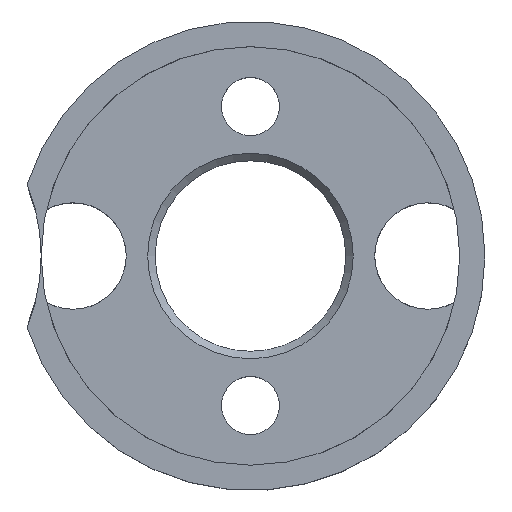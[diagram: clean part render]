
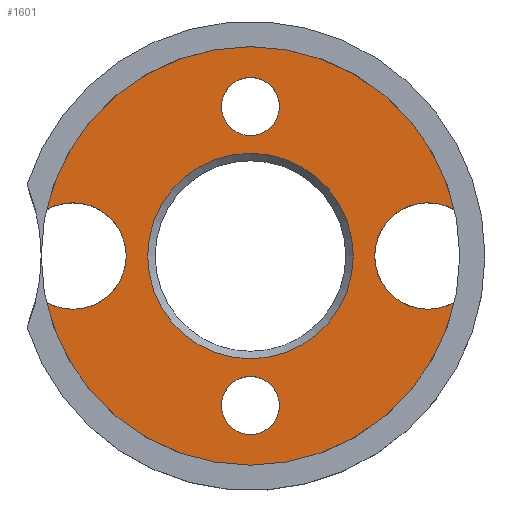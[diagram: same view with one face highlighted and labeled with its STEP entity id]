
A CAD part, top view. The second image highlights one B-rep face of the part: STEP entity #1601.
In plain terms, the highlighted planar face has unit normal (0, 0, 1).
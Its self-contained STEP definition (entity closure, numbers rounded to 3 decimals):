
#206 = CYLINDRICAL_SURFACE('',#207,2.85);
#207 = AXIS2_PLACEMENT_3D('',#208,#209,#210);
#208 = CARTESIAN_POINT('',(9.5,0.,0.));
#209 = DIRECTION('',(0.,0.,1.));
#210 = DIRECTION('',(1.,0.,0.));
#384 = CYLINDRICAL_SURFACE('',#385,2.85);
#385 = AXIS2_PLACEMENT_3D('',#386,#387,#388);
#386 = CARTESIAN_POINT('',(-9.5,0.,0.));
#387 = DIRECTION('',(0.,0.,1.));
#388 = DIRECTION('',(1.,0.,0.));
#492 = CYLINDRICAL_SURFACE('',#493,11.2);
#493 = AXIS2_PLACEMENT_3D('',#494,#495,#496);
#494 = CARTESIAN_POINT('',(0.,0.,3.));
#495 = DIRECTION('',(0.,0.,1.));
#496 = DIRECTION('',(1.,0.,0.));
#519 = CYLINDRICAL_SURFACE('',#520,11.2);
#520 = AXIS2_PLACEMENT_3D('',#521,#522,#523);
#521 = CARTESIAN_POINT('',(0.,0.,3.));
#522 = DIRECTION('',(0.,0.,1.));
#523 = DIRECTION('',(1.,0.,0.));
#671 = CYLINDRICAL_SURFACE('',#672,2.85);
#672 = AXIS2_PLACEMENT_3D('',#673,#674,#675);
#673 = CARTESIAN_POINT('',(-9.5,0.,0.));
#674 = DIRECTION('',(0.,0.,1.));
#675 = DIRECTION('',(1.,0.,0.));
#856 = VERTEX_POINT('',#857);
#857 = CARTESIAN_POINT('',(10.925,-2.468,3.));
#876 = EDGE_CURVE('',#877,#856,#879,.T.);
#877 = VERTEX_POINT('',#878);
#878 = CARTESIAN_POINT('',(10.925,2.468,3.));
#879 = SURFACE_CURVE('',#880,(#885,#892),.PCURVE_S1.);
#880 = CIRCLE('',#881,2.85);
#881 = AXIS2_PLACEMENT_3D('',#882,#883,#884);
#882 = CARTESIAN_POINT('',(9.5,0.,3.));
#883 = DIRECTION('',(0.,0.,1.));
#884 = DIRECTION('',(1.,0.,0.));
#885 = PCURVE('',#206,#886);
#886 = DEFINITIONAL_REPRESENTATION('',(#887),#891);
#887 = LINE('',#888,#889);
#888 = CARTESIAN_POINT('',(0.,3.));
#889 = VECTOR('',#890,1.);
#890 = DIRECTION('',(1.,0.));
#891 = ( GEOMETRIC_REPRESENTATION_CONTEXT(2) 
PARAMETRIC_REPRESENTATION_CONTEXT() REPRESENTATION_CONTEXT('2D SPACE',''
  ) );
#892 = PCURVE('',#893,#898);
#893 = PLANE('',#894);
#894 = AXIS2_PLACEMENT_3D('',#895,#896,#897);
#895 = CARTESIAN_POINT('',(0.,0.,3.));
#896 = DIRECTION('',(0.,0.,1.));
#897 = DIRECTION('',(1.,0.,0.));
#898 = DEFINITIONAL_REPRESENTATION('',(#899),#903);
#899 = CIRCLE('',#900,2.85);
#900 = AXIS2_PLACEMENT_2D('',#901,#902);
#901 = CARTESIAN_POINT('',(9.5,0.));
#902 = DIRECTION('',(1.,0.));
#903 = ( GEOMETRIC_REPRESENTATION_CONTEXT(2) 
PARAMETRIC_REPRESENTATION_CONTEXT() REPRESENTATION_CONTEXT('2D SPACE',''
  ) );
#1093 = VERTEX_POINT('',#1094);
#1094 = CARTESIAN_POINT('',(-6.65,0.,3.));
#1115 = EDGE_CURVE('',#1116,#1093,#1118,.T.);
#1116 = VERTEX_POINT('',#1117);
#1117 = CARTESIAN_POINT('',(-10.925,-2.468,3.));
#1118 = SURFACE_CURVE('',#1119,(#1124,#1131),.PCURVE_S1.);
#1119 = CIRCLE('',#1120,2.85);
#1120 = AXIS2_PLACEMENT_3D('',#1121,#1122,#1123);
#1121 = CARTESIAN_POINT('',(-9.5,0.,3.));
#1122 = DIRECTION('',(0.,0.,1.));
#1123 = DIRECTION('',(1.,0.,0.));
#1124 = PCURVE('',#384,#1125);
#1125 = DEFINITIONAL_REPRESENTATION('',(#1126),#1130);
#1126 = LINE('',#1127,#1128);
#1127 = CARTESIAN_POINT('',(0.,3.));
#1128 = VECTOR('',#1129,1.);
#1129 = DIRECTION('',(1.,0.));
#1130 = ( GEOMETRIC_REPRESENTATION_CONTEXT(2) 
PARAMETRIC_REPRESENTATION_CONTEXT() REPRESENTATION_CONTEXT('2D SPACE',''
  ) );
#1131 = PCURVE('',#893,#1132);
#1132 = DEFINITIONAL_REPRESENTATION('',(#1133),#1137);
#1133 = CIRCLE('',#1134,2.85);
#1134 = AXIS2_PLACEMENT_2D('',#1135,#1136);
#1135 = CARTESIAN_POINT('',(-9.5,0.));
#1136 = DIRECTION('',(1.,0.));
#1137 = ( GEOMETRIC_REPRESENTATION_CONTEXT(2) 
PARAMETRIC_REPRESENTATION_CONTEXT() REPRESENTATION_CONTEXT('2D SPACE',''
  ) );
#1266 = EDGE_CURVE('',#1116,#856,#1267,.T.);
#1267 = SURFACE_CURVE('',#1268,(#1273,#1280),.PCURVE_S1.);
#1268 = CIRCLE('',#1269,11.2);
#1269 = AXIS2_PLACEMENT_3D('',#1270,#1271,#1272);
#1270 = CARTESIAN_POINT('',(0.,0.,3.));
#1271 = DIRECTION('',(0.,0.,1.));
#1272 = DIRECTION('',(1.,0.,0.));
#1273 = PCURVE('',#492,#1274);
#1274 = DEFINITIONAL_REPRESENTATION('',(#1275),#1279);
#1275 = LINE('',#1276,#1277);
#1276 = CARTESIAN_POINT('',(0.,0.));
#1277 = VECTOR('',#1278,1.);
#1278 = DIRECTION('',(1.,0.));
#1279 = ( GEOMETRIC_REPRESENTATION_CONTEXT(2) 
PARAMETRIC_REPRESENTATION_CONTEXT() REPRESENTATION_CONTEXT('2D SPACE',''
  ) );
#1280 = PCURVE('',#893,#1281);
#1281 = DEFINITIONAL_REPRESENTATION('',(#1282),#1286);
#1282 = CIRCLE('',#1283,11.2);
#1283 = AXIS2_PLACEMENT_2D('',#1284,#1285);
#1284 = CARTESIAN_POINT('',(0.,0.));
#1285 = DIRECTION('',(1.,0.));
#1286 = ( GEOMETRIC_REPRESENTATION_CONTEXT(2) 
PARAMETRIC_REPRESENTATION_CONTEXT() REPRESENTATION_CONTEXT('2D SPACE',''
  ) );
#1316 = EDGE_CURVE('',#877,#1317,#1319,.T.);
#1317 = VERTEX_POINT('',#1318);
#1318 = CARTESIAN_POINT('',(-10.925,2.468,3.));
#1319 = SURFACE_CURVE('',#1320,(#1325,#1332),.PCURVE_S1.);
#1320 = CIRCLE('',#1321,11.2);
#1321 = AXIS2_PLACEMENT_3D('',#1322,#1323,#1324);
#1322 = CARTESIAN_POINT('',(0.,0.,3.));
#1323 = DIRECTION('',(0.,0.,1.));
#1324 = DIRECTION('',(1.,0.,0.));
#1325 = PCURVE('',#519,#1326);
#1326 = DEFINITIONAL_REPRESENTATION('',(#1327),#1331);
#1327 = LINE('',#1328,#1329);
#1328 = CARTESIAN_POINT('',(0.,0.));
#1329 = VECTOR('',#1330,1.);
#1330 = DIRECTION('',(1.,0.));
#1331 = ( GEOMETRIC_REPRESENTATION_CONTEXT(2) 
PARAMETRIC_REPRESENTATION_CONTEXT() REPRESENTATION_CONTEXT('2D SPACE',''
  ) );
#1332 = PCURVE('',#893,#1333);
#1333 = DEFINITIONAL_REPRESENTATION('',(#1334),#1338);
#1334 = CIRCLE('',#1335,11.2);
#1335 = AXIS2_PLACEMENT_2D('',#1336,#1337);
#1336 = CARTESIAN_POINT('',(0.,0.));
#1337 = DIRECTION('',(1.,0.));
#1338 = ( GEOMETRIC_REPRESENTATION_CONTEXT(2) 
PARAMETRIC_REPRESENTATION_CONTEXT() REPRESENTATION_CONTEXT('2D SPACE',''
  ) );
#1411 = EDGE_CURVE('',#1093,#1317,#1412,.T.);
#1412 = SURFACE_CURVE('',#1413,(#1418,#1425),.PCURVE_S1.);
#1413 = CIRCLE('',#1414,2.85);
#1414 = AXIS2_PLACEMENT_3D('',#1415,#1416,#1417);
#1415 = CARTESIAN_POINT('',(-9.5,0.,3.));
#1416 = DIRECTION('',(0.,0.,1.));
#1417 = DIRECTION('',(1.,0.,0.));
#1418 = PCURVE('',#671,#1419);
#1419 = DEFINITIONAL_REPRESENTATION('',(#1420),#1424);
#1420 = LINE('',#1421,#1422);
#1421 = CARTESIAN_POINT('',(0.,3.));
#1422 = VECTOR('',#1423,1.);
#1423 = DIRECTION('',(1.,0.));
#1424 = ( GEOMETRIC_REPRESENTATION_CONTEXT(2) 
PARAMETRIC_REPRESENTATION_CONTEXT() REPRESENTATION_CONTEXT('2D SPACE',''
  ) );
#1425 = PCURVE('',#893,#1426);
#1426 = DEFINITIONAL_REPRESENTATION('',(#1427),#1431);
#1427 = CIRCLE('',#1428,2.85);
#1428 = AXIS2_PLACEMENT_2D('',#1429,#1430);
#1429 = CARTESIAN_POINT('',(-9.5,0.));
#1430 = DIRECTION('',(1.,0.));
#1431 = ( GEOMETRIC_REPRESENTATION_CONTEXT(2) 
PARAMETRIC_REPRESENTATION_CONTEXT() REPRESENTATION_CONTEXT('2D SPACE',''
  ) );
#1477 = CYLINDRICAL_SURFACE('',#1478,1.55);
#1478 = AXIS2_PLACEMENT_3D('',#1479,#1480,#1481);
#1479 = CARTESIAN_POINT('',(0.,-8.,0.));
#1480 = DIRECTION('',(0.,0.,1.));
#1481 = DIRECTION('',(1.,0.,0.));
#1583 = CYLINDRICAL_SURFACE('',#1584,1.55);
#1584 = AXIS2_PLACEMENT_3D('',#1585,#1586,#1587);
#1585 = CARTESIAN_POINT('',(0.,8.,0.));
#1586 = DIRECTION('',(0.,0.,1.));
#1587 = DIRECTION('',(1.,0.,0.));
#1601 = ADVANCED_FACE('',(#1602,#1609,#1635,#1666),#893,.T.);
#1602 = FACE_BOUND('',#1603,.T.);
#1603 = EDGE_LOOP('',(#1604,#1605,#1606,#1607,#1608));
#1604 = ORIENTED_EDGE('',*,*,#876,.F.);
#1605 = ORIENTED_EDGE('',*,*,#1316,.T.);
#1606 = ORIENTED_EDGE('',*,*,#1411,.F.);
#1607 = ORIENTED_EDGE('',*,*,#1115,.F.);
#1608 = ORIENTED_EDGE('',*,*,#1266,.T.);
#1609 = FACE_BOUND('',#1610,.T.);
#1610 = EDGE_LOOP('',(#1611));
#1611 = ORIENTED_EDGE('',*,*,#1612,.F.);
#1612 = EDGE_CURVE('',#1613,#1613,#1615,.T.);
#1613 = VERTEX_POINT('',#1614);
#1614 = CARTESIAN_POINT('',(1.55,8.,3.));
#1615 = SURFACE_CURVE('',#1616,(#1621,#1628),.PCURVE_S1.);
#1616 = CIRCLE('',#1617,1.55);
#1617 = AXIS2_PLACEMENT_3D('',#1618,#1619,#1620);
#1618 = CARTESIAN_POINT('',(0.,8.,3.));
#1619 = DIRECTION('',(0.,0.,1.));
#1620 = DIRECTION('',(1.,0.,0.));
#1621 = PCURVE('',#893,#1622);
#1622 = DEFINITIONAL_REPRESENTATION('',(#1623),#1627);
#1623 = CIRCLE('',#1624,1.55);
#1624 = AXIS2_PLACEMENT_2D('',#1625,#1626);
#1625 = CARTESIAN_POINT('',(0.,8.));
#1626 = DIRECTION('',(1.,0.));
#1627 = ( GEOMETRIC_REPRESENTATION_CONTEXT(2) 
PARAMETRIC_REPRESENTATION_CONTEXT() REPRESENTATION_CONTEXT('2D SPACE',''
  ) );
#1628 = PCURVE('',#1583,#1629);
#1629 = DEFINITIONAL_REPRESENTATION('',(#1630),#1634);
#1630 = LINE('',#1631,#1632);
#1631 = CARTESIAN_POINT('',(0.,3.));
#1632 = VECTOR('',#1633,1.);
#1633 = DIRECTION('',(1.,0.));
#1634 = ( GEOMETRIC_REPRESENTATION_CONTEXT(2) 
PARAMETRIC_REPRESENTATION_CONTEXT() REPRESENTATION_CONTEXT('2D SPACE',''
  ) );
#1635 = FACE_BOUND('',#1636,.T.);
#1636 = EDGE_LOOP('',(#1637));
#1637 = ORIENTED_EDGE('',*,*,#1638,.F.);
#1638 = EDGE_CURVE('',#1639,#1639,#1641,.T.);
#1639 = VERTEX_POINT('',#1640);
#1640 = CARTESIAN_POINT('',(5.5,0.,3.));
#1641 = SURFACE_CURVE('',#1642,(#1647,#1654),.PCURVE_S1.);
#1642 = CIRCLE('',#1643,5.5);
#1643 = AXIS2_PLACEMENT_3D('',#1644,#1645,#1646);
#1644 = CARTESIAN_POINT('',(0.,0.,3.));
#1645 = DIRECTION('',(0.,0.,1.));
#1646 = DIRECTION('',(1.,0.,0.));
#1647 = PCURVE('',#893,#1648);
#1648 = DEFINITIONAL_REPRESENTATION('',(#1649),#1653);
#1649 = CIRCLE('',#1650,5.5);
#1650 = AXIS2_PLACEMENT_2D('',#1651,#1652);
#1651 = CARTESIAN_POINT('',(0.,0.));
#1652 = DIRECTION('',(1.,0.));
#1653 = ( GEOMETRIC_REPRESENTATION_CONTEXT(2) 
PARAMETRIC_REPRESENTATION_CONTEXT() REPRESENTATION_CONTEXT('2D SPACE',''
  ) );
#1654 = PCURVE('',#1655,#1660);
#1655 = CONICAL_SURFACE('',#1656,5.1,0.785);
#1656 = AXIS2_PLACEMENT_3D('',#1657,#1658,#1659);
#1657 = CARTESIAN_POINT('',(0.,0.,2.6));
#1658 = DIRECTION('',(0.,0.,1.));
#1659 = DIRECTION('',(1.,0.,0.));
#1660 = DEFINITIONAL_REPRESENTATION('',(#1661),#1665);
#1661 = LINE('',#1662,#1663);
#1662 = CARTESIAN_POINT('',(0.,0.4));
#1663 = VECTOR('',#1664,1.);
#1664 = DIRECTION('',(1.,0.));
#1665 = ( GEOMETRIC_REPRESENTATION_CONTEXT(2) 
PARAMETRIC_REPRESENTATION_CONTEXT() REPRESENTATION_CONTEXT('2D SPACE',''
  ) );
#1666 = FACE_BOUND('',#1667,.T.);
#1667 = EDGE_LOOP('',(#1668));
#1668 = ORIENTED_EDGE('',*,*,#1669,.F.);
#1669 = EDGE_CURVE('',#1670,#1670,#1672,.T.);
#1670 = VERTEX_POINT('',#1671);
#1671 = CARTESIAN_POINT('',(1.55,-8.,3.));
#1672 = SURFACE_CURVE('',#1673,(#1678,#1685),.PCURVE_S1.);
#1673 = CIRCLE('',#1674,1.55);
#1674 = AXIS2_PLACEMENT_3D('',#1675,#1676,#1677);
#1675 = CARTESIAN_POINT('',(0.,-8.,3.));
#1676 = DIRECTION('',(0.,0.,1.));
#1677 = DIRECTION('',(1.,0.,0.));
#1678 = PCURVE('',#893,#1679);
#1679 = DEFINITIONAL_REPRESENTATION('',(#1680),#1684);
#1680 = CIRCLE('',#1681,1.55);
#1681 = AXIS2_PLACEMENT_2D('',#1682,#1683);
#1682 = CARTESIAN_POINT('',(0.,-8.));
#1683 = DIRECTION('',(1.,0.));
#1684 = ( GEOMETRIC_REPRESENTATION_CONTEXT(2) 
PARAMETRIC_REPRESENTATION_CONTEXT() REPRESENTATION_CONTEXT('2D SPACE',''
  ) );
#1685 = PCURVE('',#1477,#1686);
#1686 = DEFINITIONAL_REPRESENTATION('',(#1687),#1691);
#1687 = LINE('',#1688,#1689);
#1688 = CARTESIAN_POINT('',(0.,3.));
#1689 = VECTOR('',#1690,1.);
#1690 = DIRECTION('',(1.,0.));
#1691 = ( GEOMETRIC_REPRESENTATION_CONTEXT(2) 
PARAMETRIC_REPRESENTATION_CONTEXT() REPRESENTATION_CONTEXT('2D SPACE',''
  ) );
